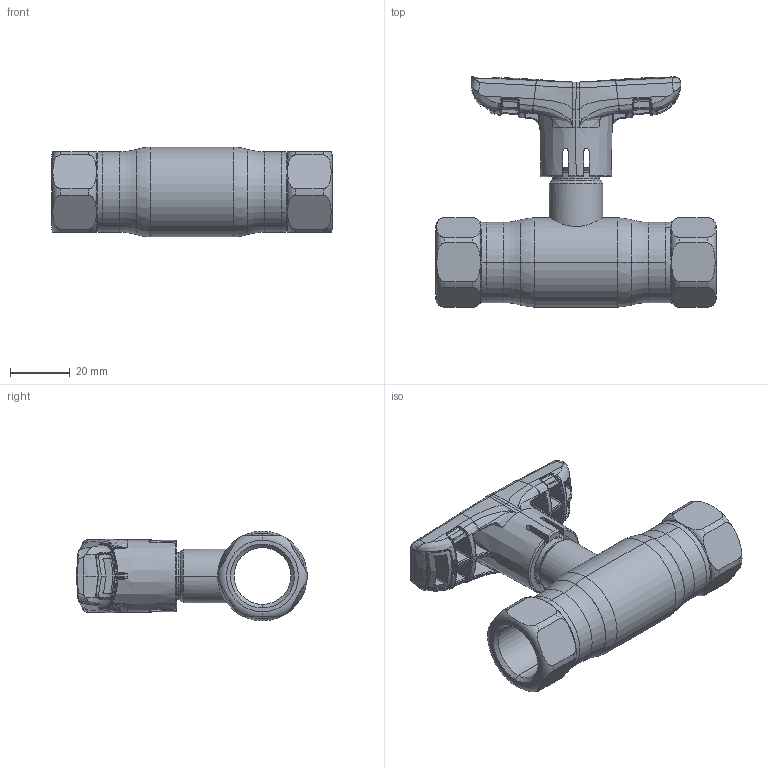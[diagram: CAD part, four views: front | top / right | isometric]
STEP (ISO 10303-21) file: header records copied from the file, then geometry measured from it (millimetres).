
FILE_DESCRIPTION (( 'STEP AP214' ), '1' );
FILE_NAME ('1015002000-1400.step', '2024-01-15T11:32:56', ( '' ), ( '' ), 'SwSTEP 2.0', 'SolidWorks 2021', '' );
FILE_SCHEMA (( 'AUTOMOTIVE_DESIGN' ));
Length unit declared in the file: millimetre
Products named in the file (1): 1015002000-1400
Bounding box: 94 x 77.19 x 30 mm (x, y, z)
Surface area: 20892.2 mm2 (no closed solid volume)
Topology: 0 solids, 6 shells, 756 faces, 2108 edges, 1293 vertices
Faces by surface type: bspline 586, plane 55, cylinder 46, torus 45, cone 17, sphere 7
Entity records: 56407 total; most frequent: CARTESIAN_POINT 33740, ORIENTED_EDGE 3821, EDGE_CURVE 2104, DIRECTION 1516, B_SPLINE_CURVE_WITH_KNOTS 1430, VERTEX_POINT 1293, EDGE_LOOP 762, UNCERTAINTY_MEASURE_WITH_UNIT 758
